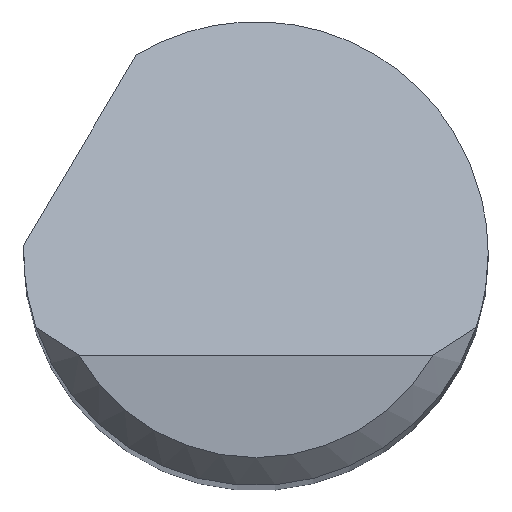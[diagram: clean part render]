
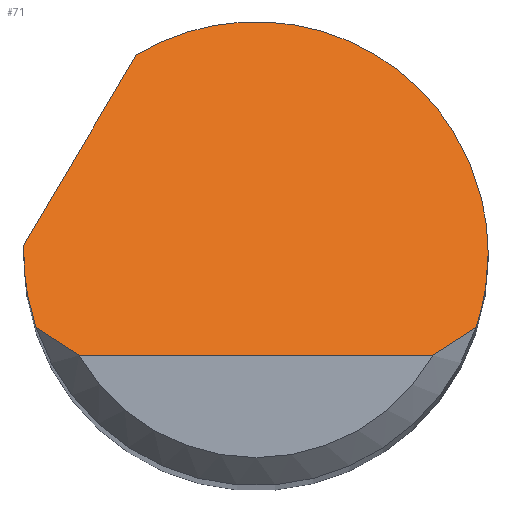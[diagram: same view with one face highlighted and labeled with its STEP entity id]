
A CAD part, top view. The second image highlights one B-rep face of the part: STEP entity #71.
In plain terms, the highlighted planar face has unit normal (0, 0.707, 0.707).
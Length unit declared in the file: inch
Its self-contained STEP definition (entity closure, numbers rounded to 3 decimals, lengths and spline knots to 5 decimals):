
#32 = CARTESIAN_POINT ( 'NONE',  ( -0.1249, 0.005, 1.94 ) ) ;
#39 = CARTESIAN_POINT ( 'NONE',  ( 0.09526, -0.055, 2. ) ) ;
#54 = CARTESIAN_POINT ( 'NONE',  ( 0.125, 0., 1.945 ) ) ;
#56 = DIRECTION ( 'NONE',  ( 1., 0., 0. ) ) ;
#57 = VERTEX_POINT ( 'NONE', #595 ) ;
#60 = EDGE_CURVE ( 'NONE', #184, #75, #743, .T. ) ;
#61 = VERTEX_POINT ( 'NONE', #265 ) ;
#71 = ADVANCED_FACE ( 'NONE', ( #209 ), #160, .F. ) ;
#73 = CARTESIAN_POINT ( 'NONE',  ( 0., -0.055, 2. ) ) ;
#75 = VERTEX_POINT ( 'NONE', #717 ) ;
#85 = EDGE_CURVE ( 'NONE', #198, #61, #329, .T. ) ;
#97 = CARTESIAN_POINT ( 'NONE',  ( 0.11843, -0.04, 1.985 ) ) ;
#99 = ORIENTED_EDGE ( 'NONE', *, *, #60, .F. ) ;
#103 = AXIS2_PLACEMENT_3D ( 'NONE', #439, #661, #380 ) ;
#113 = ORIENTED_EDGE ( 'NONE', *, *, #606, .T. ) ;
#119 = CARTESIAN_POINT ( 'NONE',  ( -0.11107, -0.04528, 1.99028 ) ) ;
#124 = CARTESIAN_POINT ( 'NONE',  ( -0.125, 0., 1.945 ) ) ;
#138 = DIRECTION ( 'NONE',  ( 0.386, 0.652, -0.652 ) ) ;
#160 = PLANE ( 'NONE',  #103 ) ;
#162 = CARTESIAN_POINT ( 'NONE',  ( 0.09526, -0.055, 2. ) ) ;
#173 = VERTEX_POINT ( 'NONE', #417 ) ;
#184 = VERTEX_POINT ( 'NONE', #124 ) ;
#198 = VERTEX_POINT ( 'NONE', #235 ) ;
#206 = CARTESIAN_POINT ( 'NONE',  ( -0.06437, 0.10715, 1.83785 ) ) ;
#209 = FACE_OUTER_BOUND ( 'NONE', #228, .T. ) ;
#212 = ORIENTED_EDGE ( 'NONE', *, *, #445, .F. ) ;
#228 = EDGE_LOOP ( 'NONE', ( #113, #512, #212, #647, #684, #99, #398, #392 ) ) ;
#232 = CARTESIAN_POINT ( 'NONE',  ( -0.12279, -0.02708, 1.97208 ) ) ;
#235 = CARTESIAN_POINT ( 'NONE',  ( -0.06437, 0.10715, 1.83785 ) ) ;
#265 = CARTESIAN_POINT ( 'NONE',  ( 0.125, 0., 1.945 ) ) ;
#269 = CARTESIAN_POINT ( 'NONE',  ( 0.10339, -0.05031, 1.99531 ) ) ;
#275 = CARTESIAN_POINT ( 'NONE',  ( 0.125, -0.01363, 1.95863 ) ) ;
#279 = B_SPLINE_CURVE_WITH_KNOTS ( 'NONE', 3,
 ( #39, #269, #614, #97 ),
 .UNSPECIFIED., .F., .F.,
 ( 4, 4 ),
 ( 0., 0.0008 ),
 .UNSPECIFIED. ) ;
#297 = CARTESIAN_POINT ( 'NONE',  ( -0.10339, -0.05031, 1.99531 ) ) ;
#314 = CARTESIAN_POINT ( 'NONE',  ( -0.12497, 0.00333, 1.94167 ) ) ;
#316 = CARTESIAN_POINT ( 'NONE',  ( 0.12279, -0.02708, 1.97208 ) ) ;
#329 =( BOUNDED_CURVE ( )  B_SPLINE_CURVE ( 3, ( #206, #581, #455, #54 ),
 .UNSPECIFIED., .F., .T. ) 
 B_SPLINE_CURVE_WITH_KNOTS ( ( 4, 4 ),
 ( 5.74227, 7.85398 ),
 .UNSPECIFIED. ) 
 CURVE ( )  GEOMETRIC_REPRESENTATION_ITEM ( )  RATIONAL_B_SPLINE_CURVE ( ( 1., 0.662, 0.662, 1. ) ) 
 REPRESENTATION_ITEM ( '' )  );
#340 = CARTESIAN_POINT ( 'NONE',  ( -0.11843, -0.04, 1.985 ) ) ;
#352 =( BOUNDED_CURVE ( )  B_SPLINE_CURVE ( 3, ( #446, #275, #316, #507 ),
 .UNSPECIFIED., .F., .T. ) 
 B_SPLINE_CURVE_WITH_KNOTS ( ( 4, 4 ),
 ( 1.5708, 1.89653 ),
 .UNSPECIFIED. ) 
 CURVE ( )  GEOMETRIC_REPRESENTATION_ITEM ( )  RATIONAL_B_SPLINE_CURVE ( ( 1., 0.991, 0.991, 1. ) ) 
 REPRESENTATION_ITEM ( '' )  );
#362 = VECTOR ( 'NONE', #56, 39.37008 ) ;
#380 = DIRECTION ( 'NONE',  ( 0., 0.707, -0.707 ) ) ;
#392 = ORIENTED_EDGE ( 'NONE', *, *, #624, .T. ) ;
#394 = EDGE_CURVE ( 'NONE', #75, #198, #640, .T. ) ;
#398 = ORIENTED_EDGE ( 'NONE', *, *, #650, .F. ) ;
#400 = CARTESIAN_POINT ( 'NONE',  ( -0.125, 0., 1.945 ) ) ;
#417 = CARTESIAN_POINT ( 'NONE',  ( 0.11843, -0.04, 1.985 ) ) ;
#439 = CARTESIAN_POINT ( 'NONE',  ( -0.125, -0.055, 2. ) ) ;
#445 = EDGE_CURVE ( 'NONE', #61, #173, #352, .T. ) ;
#446 = CARTESIAN_POINT ( 'NONE',  ( 0.125, 0., 1.945 ) ) ;
#455 = CARTESIAN_POINT ( 'NONE',  ( 0.125, 0.10961, 1.83539 ) ) ;
#459 = CARTESIAN_POINT ( 'NONE',  ( -0.11843, -0.04, 1.985 ) ) ;
#472 = EDGE_CURVE ( 'NONE', #523, #173, #279, .T. ) ;
#477 = B_SPLINE_CURVE_WITH_KNOTS ( 'NONE', 3,
 ( #340, #119, #297, #742 ),
 .UNSPECIFIED., .F., .F.,
 ( 4, 4 ),
 ( 0., 0.0008 ),
 .UNSPECIFIED. ) ;
#495 = CARTESIAN_POINT ( 'NONE',  ( -0.09526, -0.055, 2. ) ) ;
#501 = VERTEX_POINT ( 'NONE', #495 ) ;
#507 = CARTESIAN_POINT ( 'NONE',  ( 0.11843, -0.04, 1.985 ) ) ;
#512 = ORIENTED_EDGE ( 'NONE', *, *, #472, .T. ) ;
#523 = VERTEX_POINT ( 'NONE', #162 ) ;
#527 = LINE ( 'NONE', #73, #362 ) ;
#534 = CARTESIAN_POINT ( 'NONE',  ( -0.15516, -0.04606, 1.99106 ) ) ;
#547 = CARTESIAN_POINT ( 'NONE',  ( -0.125, 0.00167, 1.94333 ) ) ;
#581 = CARTESIAN_POINT ( 'NONE',  ( 0.0296, 0.1636, 1.7814 ) ) ;
#595 = CARTESIAN_POINT ( 'NONE',  ( -0.11843, -0.04, 1.985 ) ) ;
#602 = CARTESIAN_POINT ( 'NONE',  ( -0.125, 0., 1.945 ) ) ;
#606 = EDGE_CURVE ( 'NONE', #501, #523, #527, .T. ) ;
#614 = CARTESIAN_POINT ( 'NONE',  ( 0.11107, -0.04528, 1.99028 ) ) ;
#624 = EDGE_CURVE ( 'NONE', #57, #501, #477, .T. ) ;
#630 =( BOUNDED_CURVE ( )  B_SPLINE_CURVE ( 3, ( #459, #232, #680, #400 ),
 .UNSPECIFIED., .F., .F. ) 
 B_SPLINE_CURVE_WITH_KNOTS ( ( 4, 4 ),
 ( 4.38666, 4.71239 ),
 .UNSPECIFIED. ) 
 CURVE ( )  GEOMETRIC_REPRESENTATION_ITEM ( )  RATIONAL_B_SPLINE_CURVE ( ( 1., 0.991, 0.991, 1. ) ) 
 REPRESENTATION_ITEM ( '' )  );
#640 = LINE ( 'NONE', #534, #735 ) ;
#647 = ORIENTED_EDGE ( 'NONE', *, *, #85, .F. ) ;
#650 = EDGE_CURVE ( 'NONE', #57, #184, #630, .T. ) ;
#661 = DIRECTION ( 'NONE',  ( 0., -0.707, -0.707 ) ) ;
#680 = CARTESIAN_POINT ( 'NONE',  ( -0.125, -0.01363, 1.95863 ) ) ;
#684 = ORIENTED_EDGE ( 'NONE', *, *, #394, .F. ) ;
#717 = CARTESIAN_POINT ( 'NONE',  ( -0.1249, 0.005, 1.94 ) ) ;
#735 = VECTOR ( 'NONE', #138, 39.37008 ) ;
#742 = CARTESIAN_POINT ( 'NONE',  ( -0.09526, -0.055, 2. ) ) ;
#743 =( BOUNDED_CURVE ( )  B_SPLINE_CURVE ( 3, ( #602, #547, #314, #32 ),
 .UNSPECIFIED., .F., .F. ) 
 B_SPLINE_CURVE_WITH_KNOTS ( ( 4, 4 ),
 ( 4.71239, 4.7524 ),
 .UNSPECIFIED. ) 
 CURVE ( )  GEOMETRIC_REPRESENTATION_ITEM ( )  RATIONAL_B_SPLINE_CURVE ( ( 1., 1., 1., 1. ) ) 
 REPRESENTATION_ITEM ( '' )  );
